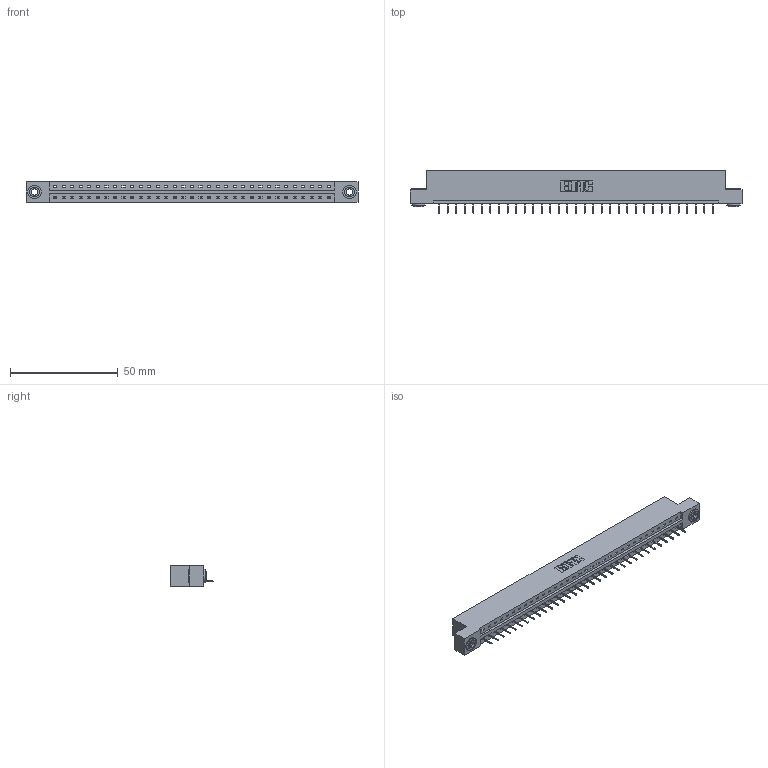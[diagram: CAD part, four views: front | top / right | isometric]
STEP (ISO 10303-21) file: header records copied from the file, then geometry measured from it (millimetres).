
FILE_DESCRIPTION (( 'STEP AP203' ), '1' );
FILE_NAME ('387-033-524-103.STEP', '2019-10-03T21:51:53', ( '' ), ( '' ), 'SwSTEP 2.0', 'SolidWorks 2016', '' );
FILE_SCHEMA (( 'CONFIG_CONTROL_DESIGN' ));
Length unit declared in the file: inch
Products named in the file (4): 345-250-002_345-250-002-102; 345-292-001_345-293-124; 337 Part_Flush Mounting Lugs - 0.156 Dia-TH; 387-033-524-103
Assembly tree (36 placements, depth 2):
  387-033-524-103
    337 Part_Flush Mounting Lugs - 0.156 Dia-TH
    345-292-001_345-293-124  x33
    345-250-002_345-250-002-102  x2
Bounding box: 153.77 x 19.69 x 9.4 mm (x, y, z)
Volume: 15758.4 mm3; surface area: 16008.3 mm2
Topology: 36 solids, 36 shells, 2330 faces, 6723 edges, 4346 vertices
Faces by surface type: plane 1796, cylinder 526, cone 8
Entity records: 26418 total; most frequent: CARTESIAN_POINT 4576, ORIENTED_EDGE 4538, DIRECTION 3905, EDGE_CURVE 2269, VECTOR 2121, LINE 2121, VERTEX_POINT 1506, AXIS2_PLACEMENT_3D 892
